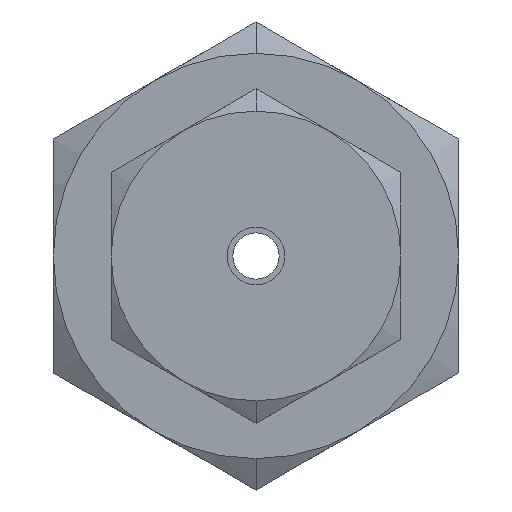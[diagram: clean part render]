
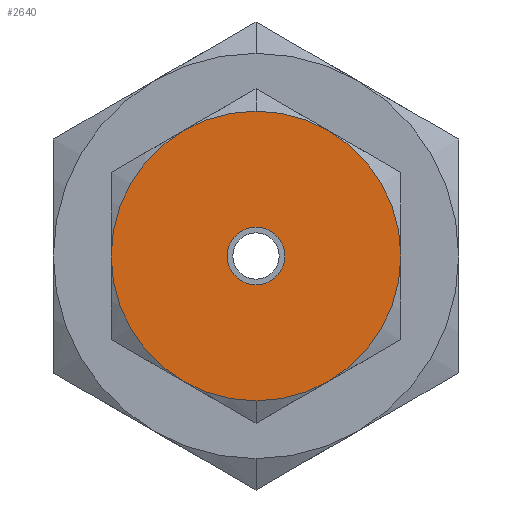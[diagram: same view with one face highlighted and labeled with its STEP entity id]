
A CAD part, left-side view. The second image highlights one B-rep face of the part: STEP entity #2640.
In plain terms, the highlighted planar face has unit normal (-1, 0, 0).
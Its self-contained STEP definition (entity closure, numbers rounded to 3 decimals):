
#74 = VERTEX_POINT ( 'NONE', #4199 ) ;
#276 = ORIENTED_EDGE ( 'NONE', *, *, #2243, .T. ) ;
#803 = ORIENTED_EDGE ( 'NONE', *, *, #8230, .F. ) ;
#862 = EDGE_CURVE ( 'NONE', #5059, #74, #7288, .T. ) ;
#1222 = VERTEX_POINT ( 'NONE', #2650 ) ;
#1691 = VERTEX_POINT ( 'NONE', #7149 ) ;
#1944 = DIRECTION ( 'NONE',  ( 1., 0., 0. ) ) ;
#2043 = ORIENTED_EDGE ( 'NONE', *, *, #862, .F. ) ;
#2243 = EDGE_CURVE ( 'NONE', #1222, #1691, #5007, .T. ) ;
#2439 = AXIS2_PLACEMENT_3D ( 'NONE', #5595, #1944, #7160 ) ;
#2640 = ADVANCED_FACE ( 'NONE', ( #6300, #2727 ), #9200, .T. ) ;
#2650 = CARTESIAN_POINT ( 'NONE',  ( 0., 0., 0.79 ) ) ;
#2683 = DIRECTION ( 'NONE',  ( 0., 0., 1. ) ) ;
#2727 = FACE_OUTER_BOUND ( 'NONE', #6173, .T. ) ;
#3200 = CARTESIAN_POINT ( 'NONE',  ( 0., 0., 0. ) ) ;
#3452 = AXIS2_PLACEMENT_3D ( 'NONE', #4729, #7635, #9255 ) ;
#3979 = EDGE_LOOP ( 'NONE', ( #8722, #276 ) ) ;
#4196 = CARTESIAN_POINT ( 'NONE',  ( 0., 0., 1.985 ) ) ;
#4199 = CARTESIAN_POINT ( 'NONE',  ( 0., 0., -3.97 ) ) ;
#4516 = CIRCLE ( 'NONE', #3452, 0.79 ) ;
#4729 = CARTESIAN_POINT ( 'NONE',  ( 0., 0., 0. ) ) ;
#5007 = CIRCLE ( 'NONE', #2439, 0.79 ) ;
#5059 = VERTEX_POINT ( 'NONE', #7974 ) ;
#5270 = CIRCLE ( 'NONE', #8925, 3.97 ) ;
#5349 = DIRECTION ( 'NONE',  ( 1., 0., 0. ) ) ;
#5595 = CARTESIAN_POINT ( 'NONE',  ( 0., 0., 0. ) ) ;
#5830 = CARTESIAN_POINT ( 'NONE',  ( 0., 0., 0. ) ) ;
#6173 = EDGE_LOOP ( 'NONE', ( #2043, #803 ) ) ;
#6300 = FACE_BOUND ( 'NONE', #3979, .T. ) ;
#6862 = DIRECTION ( 'NONE',  ( 0., 0., 1. ) ) ;
#7101 = DIRECTION ( 'NONE',  ( -1., 0., 0. ) ) ;
#7149 = CARTESIAN_POINT ( 'NONE',  ( 0., 0., -0.79 ) ) ;
#7160 = DIRECTION ( 'NONE',  ( 0., 0., 1. ) ) ;
#7288 = CIRCLE ( 'NONE', #7360, 3.97 ) ;
#7309 = DIRECTION ( 'NONE',  ( 1., 0., 0. ) ) ;
#7360 = AXIS2_PLACEMENT_3D ( 'NONE', #5830, #7309, #6862 ) ;
#7635 = DIRECTION ( 'NONE',  ( 1., 0., 0. ) ) ;
#7974 = CARTESIAN_POINT ( 'NONE',  ( 0., 0., 3.97 ) ) ;
#8230 = EDGE_CURVE ( 'NONE', #74, #5059, #5270, .T. ) ;
#8722 = ORIENTED_EDGE ( 'NONE', *, *, #9029, .T. ) ;
#8925 = AXIS2_PLACEMENT_3D ( 'NONE', #3200, #5349, #9152 ) ;
#9029 = EDGE_CURVE ( 'NONE', #1691, #1222, #4516, .T. ) ;
#9131 = AXIS2_PLACEMENT_3D ( 'NONE', #4196, #7101, #2683 ) ;
#9152 = DIRECTION ( 'NONE',  ( 0., 0., -1. ) ) ;
#9200 = PLANE ( 'NONE',  #9131 ) ;
#9255 = DIRECTION ( 'NONE',  ( 0., 0., -1. ) ) ;
